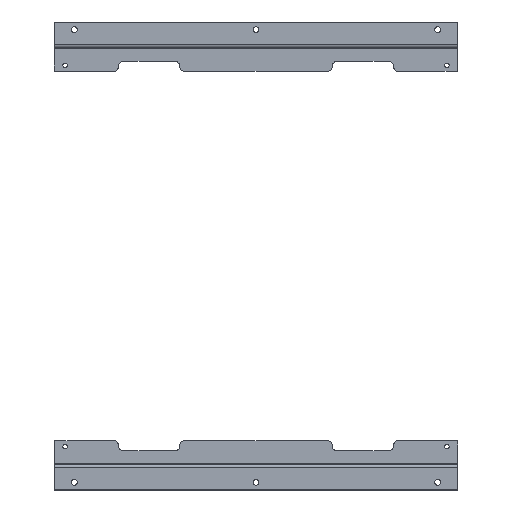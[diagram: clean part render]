
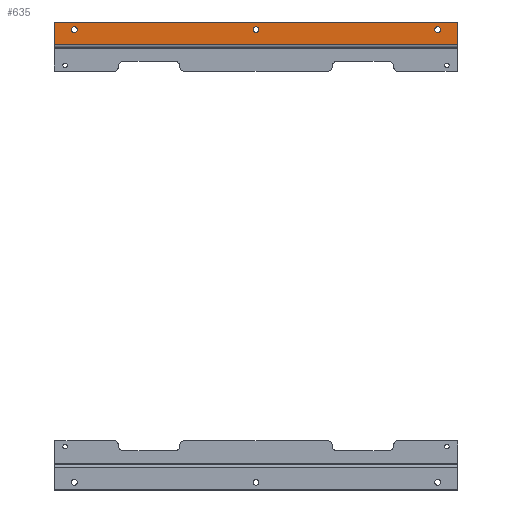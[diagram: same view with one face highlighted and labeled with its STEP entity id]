
A CAD part, top view. The second image highlights one B-rep face of the part: STEP entity #635.
In plain terms, the highlighted planar face has unit normal (0, 0, 1).
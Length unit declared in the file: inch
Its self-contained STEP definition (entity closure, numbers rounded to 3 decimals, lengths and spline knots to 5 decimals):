
#12 = DIRECTION ( 'NONE',  ( 0., 0., -1. ) ) ;
#24 = AXIS2_PLACEMENT_3D ( 'NONE', #209, #1023, #822 ) ;
#63 = VECTOR ( 'NONE', #1065, 39.37008 ) ;
#89 = CARTESIAN_POINT ( 'NONE',  ( 0.1405, 1.426, 0.998 ) ) ;
#98 = DIRECTION ( 'NONE',  ( 0., 0., -1. ) ) ;
#106 = ORIENTED_EDGE ( 'NONE', *, *, #751, .F. ) ;
#141 = VERTEX_POINT ( 'NONE', #1093 ) ;
#192 = EDGE_CURVE ( 'NONE', #969, #1163, #2095, .T. ) ;
#209 = CARTESIAN_POINT ( 'NONE',  ( -8.925, 1.426, 0.998 ) ) ;
#241 = ORIENTED_EDGE ( 'NONE', *, *, #2398, .T. ) ;
#244 = CIRCLE ( 'NONE', #1916, 0.015 ) ;
#249 = CARTESIAN_POINT ( 'NONE',  ( 9.925, 0.677, 0.998 ) ) ;
#295 = DIRECTION ( 'NONE',  ( 1., 0., 0. ) ) ;
#301 = DIRECTION ( 'NONE',  ( 1., 0., 0. ) ) ;
#363 = CIRCLE ( 'NONE', #2489, 0.015 ) ;
#371 = ORIENTED_EDGE ( 'NONE', *, *, #666, .T. ) ;
#404 = CIRCLE ( 'NONE', #24, 0.1405 ) ;
#423 = DIRECTION ( 'NONE',  ( 1., 0., 0. ) ) ;
#445 = DIRECTION ( 'NONE',  ( 1., 0., 0. ) ) ;
#454 = EDGE_LOOP ( 'NONE', ( #371 ) ) ;
#456 = EDGE_LOOP ( 'NONE', ( #1620 ) ) ;
#476 = CARTESIAN_POINT ( 'NONE',  ( 9.0655, 1.426, 0.998 ) ) ;
#539 = CARTESIAN_POINT ( 'NONE',  ( 9.925, 1.786, 0.998 ) ) ;
#607 = DIRECTION ( 'NONE',  ( -1., 0., 0. ) ) ;
#618 = ORIENTED_EDGE ( 'NONE', *, *, #1335, .T. ) ;
#635 = ADVANCED_FACE ( 'NONE', ( #1850, #2311, #2500, #674 ), #1678, .T. ) ;
#639 = EDGE_CURVE ( 'NONE', #2086, #2086, #870, .T. ) ;
#648 = DIRECTION ( 'NONE',  ( 0., 0., 1. ) ) ;
#660 = CARTESIAN_POINT ( 'NONE',  ( 8.925, 1.426, 0.998 ) ) ;
#666 = EDGE_CURVE ( 'NONE', #1096, #1096, #404, .T. ) ;
#674 = FACE_OUTER_BOUND ( 'NONE', #1457, .T. ) ;
#730 = CARTESIAN_POINT ( 'NONE',  ( -9.925, 1.786, 0.998 ) ) ;
#746 = ORIENTED_EDGE ( 'NONE', *, *, #1647, .T. ) ;
#751 = EDGE_CURVE ( 'NONE', #141, #1163, #363, .T. ) ;
#754 = ORIENTED_EDGE ( 'NONE', *, *, #192, .T. ) ;
#804 = CARTESIAN_POINT ( 'NONE',  ( 0., 1.426, 0.998 ) ) ;
#808 = LINE ( 'NONE', #1822, #1265 ) ;
#822 = DIRECTION ( 'NONE',  ( 1., 0., 0. ) ) ;
#827 = DIRECTION ( 'NONE',  ( 0., 0., -1. ) ) ;
#855 = EDGE_CURVE ( 'NONE', #141, #1128, #808, .T. ) ;
#859 = CARTESIAN_POINT ( 'NONE',  ( -9.925, 0.677, 0.998 ) ) ;
#870 = CIRCLE ( 'NONE', #1136, 0.1405 ) ;
#929 = CARTESIAN_POINT ( 'NONE',  ( 9.91, 1.786, 0.998 ) ) ;
#969 = VERTEX_POINT ( 'NONE', #1444 ) ;
#1023 = DIRECTION ( 'NONE',  ( 0., 0., -1. ) ) ;
#1028 = DIRECTION ( 'NONE',  ( 1., 0., 0. ) ) ;
#1065 = DIRECTION ( 'NONE',  ( 0., 1., 0. ) ) ;
#1093 = CARTESIAN_POINT ( 'NONE',  ( 9.91, 1.801, 0.998 ) ) ;
#1096 = VERTEX_POINT ( 'NONE', #1931 ) ;
#1099 = CARTESIAN_POINT ( 'NONE',  ( -9.91, 1.801, 0.998 ) ) ;
#1112 = VERTEX_POINT ( 'NONE', #89 ) ;
#1128 = VERTEX_POINT ( 'NONE', #1099 ) ;
#1136 = AXIS2_PLACEMENT_3D ( 'NONE', #660, #12, #2289 ) ;
#1163 = VERTEX_POINT ( 'NONE', #539 ) ;
#1218 = ORIENTED_EDGE ( 'NONE', *, *, #1473, .F. ) ;
#1265 = VECTOR ( 'NONE', #607, 39.37008 ) ;
#1317 = ORIENTED_EDGE ( 'NONE', *, *, #855, .T. ) ;
#1335 = EDGE_CURVE ( 'NONE', #1112, #1112, #2461, .T. ) ;
#1431 = VECTOR ( 'NONE', #445, 39.37008 ) ;
#1444 = CARTESIAN_POINT ( 'NONE',  ( 9.925, 0.677, 0.998 ) ) ;
#1452 = VECTOR ( 'NONE', #2601, 39.37008 ) ;
#1457 = EDGE_LOOP ( 'NONE', ( #1317, #1218, #746, #241, #754, #106 ) ) ;
#1459 = CARTESIAN_POINT ( 'NONE',  ( 9.925, 0.677, 0.998 ) ) ;
#1469 = LINE ( 'NONE', #1459, #1431 ) ;
#1473 = EDGE_CURVE ( 'NONE', #2030, #1128, #244, .T. ) ;
#1552 = EDGE_LOOP ( 'NONE', ( #618 ) ) ;
#1583 = CARTESIAN_POINT ( 'NONE',  ( -9.925, 0.677, 0.998 ) ) ;
#1620 = ORIENTED_EDGE ( 'NONE', *, *, #639, .T. ) ;
#1647 = EDGE_CURVE ( 'NONE', #2030, #1991, #2216, .T. ) ;
#1678 = PLANE ( 'NONE',  #2038 ) ;
#1822 = CARTESIAN_POINT ( 'NONE',  ( 9.925, 1.801, 0.998 ) ) ;
#1850 = FACE_BOUND ( 'NONE', #1552, .T. ) ;
#1916 = AXIS2_PLACEMENT_3D ( 'NONE', #1929, #2292, #301 ) ;
#1929 = CARTESIAN_POINT ( 'NONE',  ( -9.91, 1.786, 0.998 ) ) ;
#1931 = CARTESIAN_POINT ( 'NONE',  ( -8.7845, 1.426, 0.998 ) ) ;
#1991 = VERTEX_POINT ( 'NONE', #859 ) ;
#2030 = VERTEX_POINT ( 'NONE', #730 ) ;
#2038 = AXIS2_PLACEMENT_3D ( 'NONE', #2474, #648, #423 ) ;
#2086 = VERTEX_POINT ( 'NONE', #476 ) ;
#2095 = LINE ( 'NONE', #249, #63 ) ;
#2131 = AXIS2_PLACEMENT_3D ( 'NONE', #804, #827, #1028 ) ;
#2216 = LINE ( 'NONE', #1583, #1452 ) ;
#2289 = DIRECTION ( 'NONE',  ( 1., 0., 0. ) ) ;
#2292 = DIRECTION ( 'NONE',  ( 0., 0., -1. ) ) ;
#2311 = FACE_BOUND ( 'NONE', #454, .T. ) ;
#2398 = EDGE_CURVE ( 'NONE', #1991, #969, #1469, .T. ) ;
#2461 = CIRCLE ( 'NONE', #2131, 0.1405 ) ;
#2474 = CARTESIAN_POINT ( 'NONE',  ( 9.925, 0.677, 0.998 ) ) ;
#2489 = AXIS2_PLACEMENT_3D ( 'NONE', #929, #98, #295 ) ;
#2500 = FACE_BOUND ( 'NONE', #456, .T. ) ;
#2601 = DIRECTION ( 'NONE',  ( 0., -1., 0. ) ) ;
